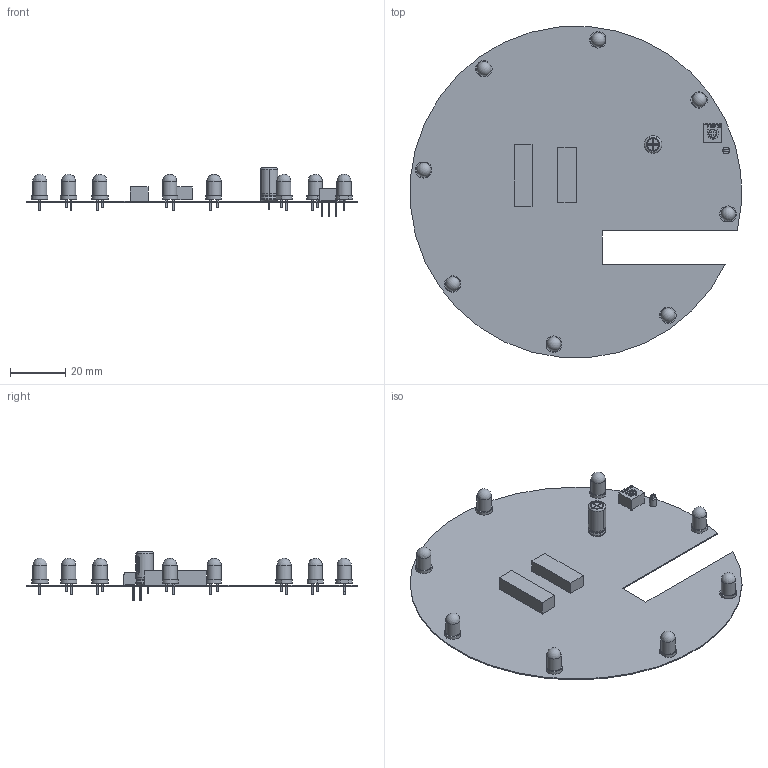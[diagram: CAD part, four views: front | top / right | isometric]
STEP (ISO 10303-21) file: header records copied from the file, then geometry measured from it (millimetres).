
FILE_DESCRIPTION(('Open CASCADE Model'),'2;1');
FILE_NAME('Open CASCADE Shape Model','2023-05-22T11:35:48',('Author'),( 'Open CASCADE'),'Open CASCADE STEP processor 6.8','Open CASCADE 6.8' ,'Unknown');
FILE_SCHEMA(('AUTOMOTIVE_DESIGN { 1 0 10303 214 1 1 1 1 }'));
Length unit declared in the file: millimetre
Products named in the file (29): PCB; BoardLayer2; Open CASCADE STEP translator 6.8 11.1.1; C1Layer2; User_Library-Cap-EL(6_3x12-2_5); VR1Layer2; User_Library-Bourns_3362P; U2Layer2; -1468954096; Extruded; U1Layer2; -1468969736; TP1Layer2; -1468745536; Cylinder; -1468742656; -1468749176; D8Layer2; SNR2-2.54-D5.0MM; D7Layer2; D6Layer2; D5Layer2; D4Layer2; D3Layer2; D2Layer2; D1Layer2
Assembly tree (35 placements, depth 4):
  PCB
    BoardLayer2
      Open CASCADE STEP translator 6.8 11.1.1
    C1Layer2
      User_Library-Cap-EL(6_3x12-2_5)
    VR1Layer2
      User_Library-Bourns_3362P
    U2Layer2
      -1468954096
        Extruded
    U1Layer2
      -1468969736
        Extruded
    TP1Layer2
      -1468745536
        Cylinder
      -1468742656
        Cylinder
      -1468749176
        Cylinder
    D8Layer2
      SNR2-2.54-D5.0MM
    D7Layer2
      SNR2-2.54-D5.0MM
    D6Layer2
      SNR2-2.54-D5.0MM
    D5Layer2
      SNR2-2.54-D5.0MM
    D4Layer2
      SNR2-2.54-D5.0MM
    D3Layer2
      SNR2-2.54-D5.0MM
    D2Layer2
      SNR2-2.54-D5.0MM
    D1Layer2
      SNR2-2.54-D5.0MM
Bounding box: 119.67 x 119.65 x 17.47 mm (x, y, z)
Volume: 7596.1 mm3; surface area: 25113.6 mm2
Topology: 23 solids, 24 shells, 777 faces, 1975 edges, 1299 vertices
Faces by surface type: plane 398, bspline 216, cylinder 124, torus 29, sphere 10
Full cylindrical faces by diameter (mm): 0.65 x16, 1.25 x1, 2 x1, 2.5 x1, 5.15 x8
Entity records: 34898 total; most frequent: CARTESIAN_POINT 15362, ORIENTED_EDGE 3662, DIRECTION 2509, EDGE_CURVE 1831, VERTEX_POINT 1215, AXIS2_PLACEMENT_3D 839, LINE 831, VECTOR 831
